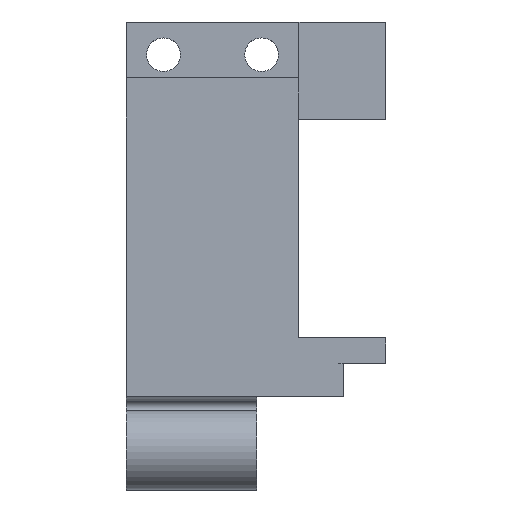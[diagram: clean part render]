
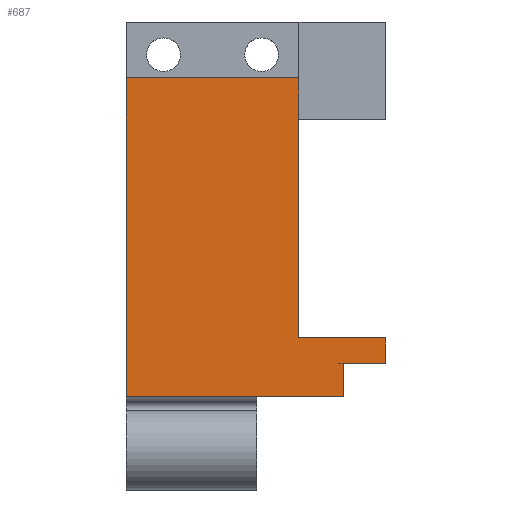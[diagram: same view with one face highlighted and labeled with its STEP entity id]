
A CAD part, top view. The second image highlights one B-rep face of the part: STEP entity #687.
In plain terms, the highlighted planar face has unit normal (0, 0, 1).
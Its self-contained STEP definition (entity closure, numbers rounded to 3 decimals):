
#77=FACE_OUTER_BOUND('',#116,.T.);
#116=EDGE_LOOP('',(#494,#495,#496,#497,#498,#499,#500,#501));
#169=LINE('',#1023,#239);
#174=LINE('',#1039,#244);
#177=LINE('',#1045,#247);
#178=LINE('',#1050,#248);
#183=LINE('',#1060,#253);
#184=LINE('',#1061,#254);
#185=LINE('',#1063,#255);
#186=LINE('',#1064,#256);
#239=VECTOR('',#815,10.);
#244=VECTOR('',#828,10.);
#247=VECTOR('',#833,10.);
#248=VECTOR('',#838,10.);
#253=VECTOR('',#845,10.);
#254=VECTOR('',#846,10.);
#255=VECTOR('',#847,10.);
#256=VECTOR('',#848,10.);
#307=VERTEX_POINT('',#1020);
#308=VERTEX_POINT('',#1022);
#313=VERTEX_POINT('',#1033);
#315=VERTEX_POINT('',#1037);
#317=VERTEX_POINT('',#1043);
#319=VERTEX_POINT('',#1049);
#323=VERTEX_POINT('',#1059);
#324=VERTEX_POINT('',#1062);
#374=EDGE_CURVE('',#307,#308,#169,.T.);
#382=EDGE_CURVE('',#313,#315,#174,.T.);
#385=EDGE_CURVE('',#315,#317,#177,.T.);
#387=EDGE_CURVE('',#319,#313,#178,.T.);
#392=EDGE_CURVE('',#323,#317,#183,.T.);
#393=EDGE_CURVE('',#308,#323,#184,.T.);
#394=EDGE_CURVE('',#324,#307,#185,.T.);
#395=EDGE_CURVE('',#319,#324,#186,.T.);
#494=ORIENTED_EDGE('',*,*,#382,.T.);
#495=ORIENTED_EDGE('',*,*,#385,.T.);
#496=ORIENTED_EDGE('',*,*,#392,.F.);
#497=ORIENTED_EDGE('',*,*,#393,.F.);
#498=ORIENTED_EDGE('',*,*,#374,.F.);
#499=ORIENTED_EDGE('',*,*,#394,.F.);
#500=ORIENTED_EDGE('',*,*,#395,.F.);
#501=ORIENTED_EDGE('',*,*,#387,.T.);
#663=PLANE('',#742);
#687=ADVANCED_FACE('',(#77),#663,.T.);
#742=AXIS2_PLACEMENT_3D('',#1058,#843,#844);
#815=DIRECTION('',(0.,-1.,0.));
#828=DIRECTION('',(0.,1.,0.));
#833=DIRECTION('',(1.,0.,0.));
#838=DIRECTION('',(1.,0.,0.));
#843=DIRECTION('center_axis',(0.,0.,1.));
#844=DIRECTION('ref_axis',(0.,-1.,0.));
#845=DIRECTION('',(0.,-1.,0.));
#846=DIRECTION('',(1.,0.,0.));
#847=DIRECTION('',(1.,0.,0.));
#848=DIRECTION('',(0.,1.,0.));
#1020=CARTESIAN_POINT('',(51.,26.238,32.5));
#1022=CARTESIAN_POINT('',(51.,-1.562,32.5));
#1023=CARTESIAN_POINT('',(51.,-7.822,32.5));
#1033=CARTESIAN_POINT('',(55.75,-7.822,32.5));
#1037=CARTESIAN_POINT('',(55.75,-4.322,32.5));
#1039=CARTESIAN_POINT('',(55.75,-7.822,32.5));
#1043=CARTESIAN_POINT('',(60.3,-4.322,32.5));
#1045=CARTESIAN_POINT('',(47.997,-4.322,32.5));
#1049=CARTESIAN_POINT('',(32.5,-7.822,32.5));
#1050=CARTESIAN_POINT('',(39.5,-7.822,32.5));
#1058=CARTESIAN_POINT('Origin',(39.5,26.238,32.5));
#1059=CARTESIAN_POINT('',(60.3,-1.562,32.5));
#1060=CARTESIAN_POINT('',(60.3,-7.822,32.5));
#1061=CARTESIAN_POINT('',(51.,-1.562,32.5));
#1062=CARTESIAN_POINT('',(32.5,26.238,32.5));
#1063=CARTESIAN_POINT('',(39.5,26.238,32.5));
#1064=CARTESIAN_POINT('',(32.5,-7.822,32.5));
